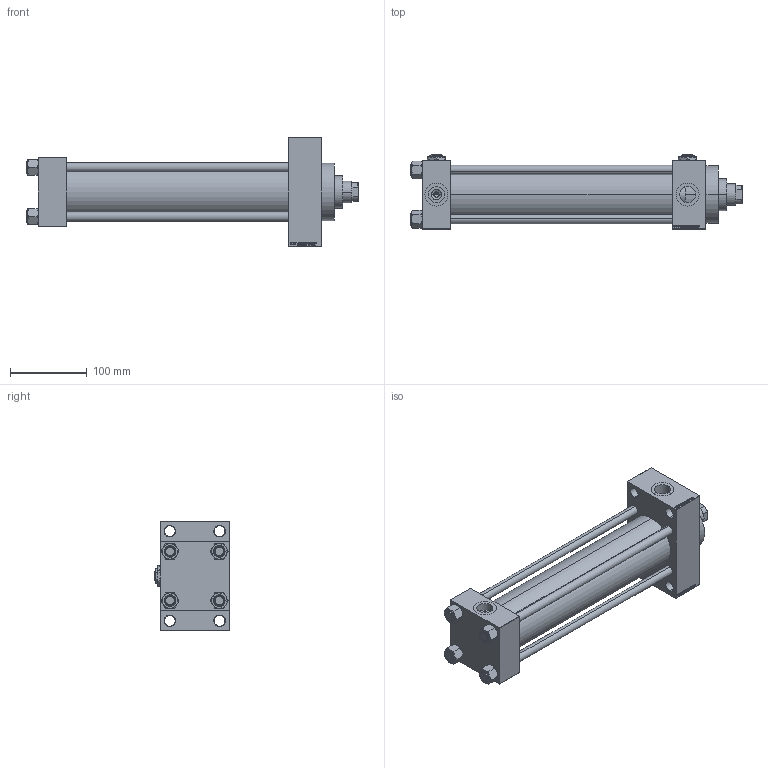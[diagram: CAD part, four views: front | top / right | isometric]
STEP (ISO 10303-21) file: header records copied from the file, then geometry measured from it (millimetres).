
FILE_DESCRIPTION (( 'STEP AP203' ), '1' );
FILE_NAME ('c644.STEP', '2024-03-18T12:14:35', ( '' ), ( '' ), 'SwSTEP 2.0', 'SolidWorks 2019', '' );
FILE_SCHEMA (( 'CONFIG_CONTROL_DESIGN' ));
Length unit declared in the file: millimetre
Products named in the file (7): V215CR_VCP_D 8da07474e13e9a6defe612261612b53c; V215CR_D_Body 8da07474e13e9a6defe612261612b53c; V215_VC_A 8da07474e13e9a6defe612261612b53c; V215CR_D_TYCINKA 8da07474e13e9a6defe612261612b53c; NUT_M5_D 8da07474e13e9a6defe612261612b53c; Zatka_pro_OIL_PORT 8da07474e13e9a6defe612261612b53c; c644
Assembly tree (13 placements, depth 2):
  c644
    V215CR_D_Body 8da07474e13e9a6defe612261612b53c
    V215CR_VCP_D 8da07474e13e9a6defe612261612b53c
    NUT_M5_D 8da07474e13e9a6defe612261612b53c  x4
    V215CR_D_TYCINKA 8da07474e13e9a6defe612261612b53c  x4
    V215_VC_A 8da07474e13e9a6defe612261612b53c
    Zatka_pro_OIL_PORT 8da07474e13e9a6defe612261612b53c  x2
Bounding box: 433 x 97 x 142 mm (x, y, z)
Volume: 1479425.3 mm3; surface area: 355235.5 mm2
Topology: 13 solids, 13 shells, 1204 faces, 2986 edges, 1924 vertices
Faces by surface type: plane 545, bspline 368, cone 184, cylinder 99, torus 8
Entity records: 49299 total; most frequent: CARTESIAN_POINT 25729, ORIENTED_EDGE 5272, DIRECTION 3446, EDGE_CURVE 2636, VERTEX_POINT 1722, LINE 1552, VECTOR 1552, EDGE_LOOP 1180
